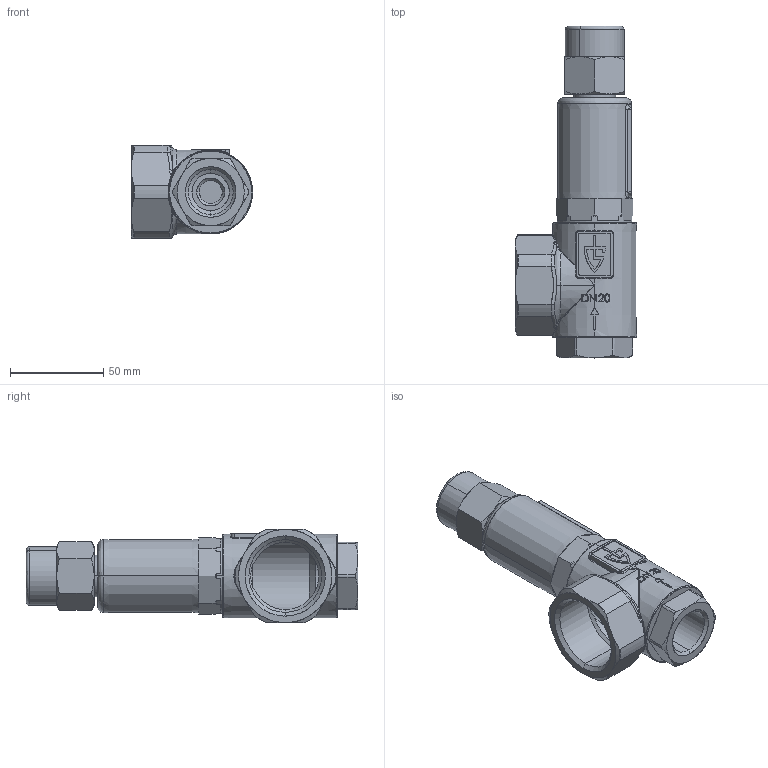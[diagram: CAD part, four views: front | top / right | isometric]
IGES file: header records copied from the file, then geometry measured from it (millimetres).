
Start section: SolidWorks IGES file using analytic representation for surfaces
Global section: file name: 851 tG 3-4 Dummy gasdicht.IGS; native system: SolidWorks 2010; preprocessor: SolidWorks 2010; author: Blankenhorn2; date: 100809.170716; units: millimetre
Bounding box: 65 x 178 x 50 mm (x, y, z)
Surface area: 57713.2 mm2 (no closed solid volume)
Topology: 0 solids, 0 shells, 553 faces, 7837 edges, 7819 vertices
Faces by surface type: bspline 333, revolution 220
